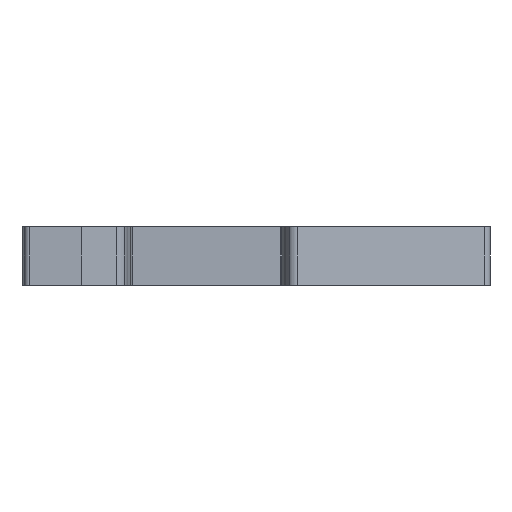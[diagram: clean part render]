
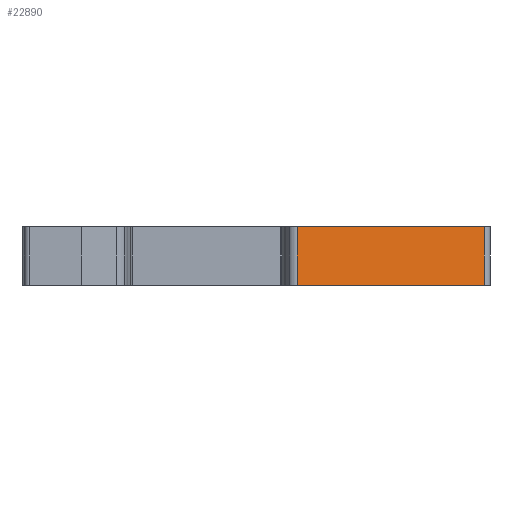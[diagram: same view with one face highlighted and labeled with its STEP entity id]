
A CAD part, front view. The second image highlights one B-rep face of the part: STEP entity #22890.
In plain terms, the highlighted planar face has unit normal (0.259, -0.966, 0).
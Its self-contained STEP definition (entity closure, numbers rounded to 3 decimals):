
#1205=DIRECTION('',(0.966,0.259,0.));
#1206=VECTOR('',#1205,40.587);
#1207=CARTESIAN_POINT('',(24.265,-6.949,-6.1));
#1208=LINE('',#1207,#1206);
#2560=DIRECTION('',(0.966,0.259,0.));
#2561=VECTOR('',#2560,40.587);
#2562=CARTESIAN_POINT('',(24.265,-6.949,6.1));
#2563=LINE('',#2562,#2561);
#7452=DIRECTION('',(0.,0.,1.));
#7453=VECTOR('',#7452,12.2);
#7454=CARTESIAN_POINT('',(63.469,3.556,-6.1));
#7455=LINE('',#7454,#7453);
#7456=DIRECTION('',(0.,0.,1.));
#7457=VECTOR('',#7456,12.2);
#7458=CARTESIAN_POINT('',(24.265,-6.949,-6.1));
#7459=LINE('',#7458,#7457);
#10263=CARTESIAN_POINT('',(24.265,-6.949,-6.1));
#10264=VERTEX_POINT('',#10263);
#10265=CARTESIAN_POINT('',(63.469,3.556,-6.1));
#10266=VERTEX_POINT('',#10265);
#10641=CARTESIAN_POINT('',(24.265,-6.949,6.1));
#10642=VERTEX_POINT('',#10641);
#10643=CARTESIAN_POINT('',(63.469,3.556,6.1));
#10644=VERTEX_POINT('',#10643);
#22878=CARTESIAN_POINT('',(24.265,-6.949,-6.1));
#22879=DIRECTION('',(0.259,-0.966,0.));
#22880=DIRECTION('',(0.966,0.259,0.));
#22881=AXIS2_PLACEMENT_3D('',#22878,#22879,#22880);
#22882=PLANE('',#22881);
#22883=ORIENTED_EDGE('',*,*,#13240,.F.);
#22885=ORIENTED_EDGE('',*,*,#22884,.T.);
#22886=ORIENTED_EDGE('',*,*,#13989,.T.);
#22887=ORIENTED_EDGE('',*,*,#22871,.F.);
#22888=EDGE_LOOP('',(#22883,#22885,#22886,#22887));
#22889=FACE_OUTER_BOUND('',#22888,.F.);
#22890=ADVANCED_FACE('',(#22889),#22882,.T.);
#13240=EDGE_CURVE('',#10264,#10266,#1208,.T.);
#13989=EDGE_CURVE('',#10642,#10644,#2563,.T.);
#22871=EDGE_CURVE('',#10266,#10644,#7455,.T.);
#22884=EDGE_CURVE('',#10264,#10642,#7459,.T.);
